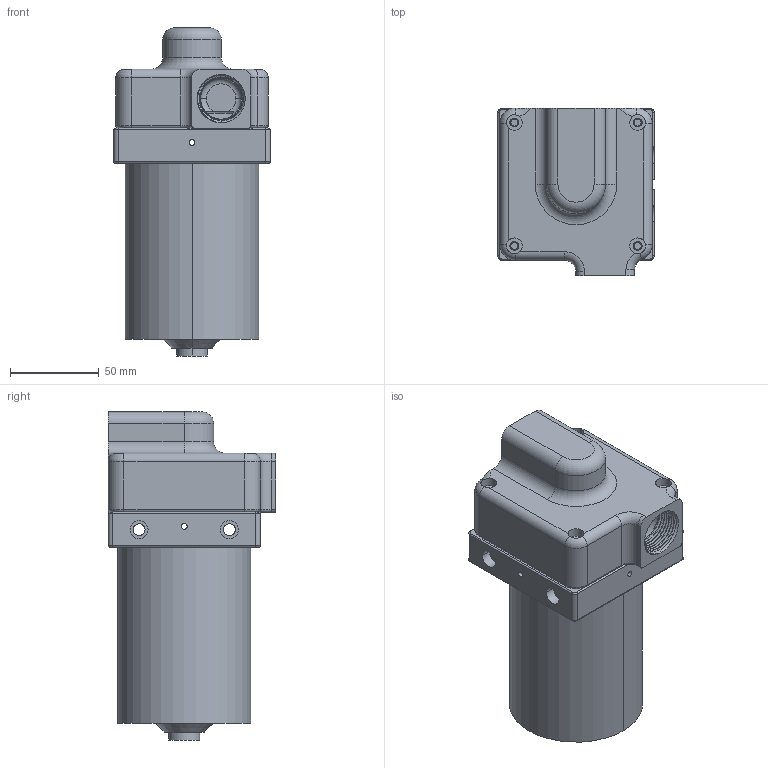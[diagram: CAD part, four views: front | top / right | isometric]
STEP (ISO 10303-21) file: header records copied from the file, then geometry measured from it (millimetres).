
FILE_DESCRIPTION (( 'STEP AP203' ), '1' );
FILE_NAME ('WP750_4Website_020521.STEP', '2021-02-06T01:03:29', ( '' ), ( '' ), 'SwSTEP 2.0', 'SolidWorks 2020', '' );
FILE_SCHEMA (( 'CONFIG_CONTROL_DESIGN' ));
Length unit declared in the file: inch
Products named in the file (4): HOUSING NPT; Sealplate_4Website_020521; WP750_4Website_020521; MOTOR ROUGH
Assembly tree (3 placements, depth 2):
  WP750_4Website_020521
    MOTOR ROUGH
    HOUSING NPT
    Sealplate_4Website_020521
Bounding box: 87.88 x 94.42 x 184.4 mm (x, y, z)
Volume: 635215 mm3; surface area: 119931.7 mm2
Topology: 3 solids, 3 shells, 289 faces, 743 edges, 472 vertices
Faces by surface type: cylinder 137, plane 59, cone 50, torus 29, bspline 14
Entity records: 21138 total; most frequent: CARTESIAN_POINT 13923, ORIENTED_EDGE 1486, DIRECTION 1384, EDGE_CURVE 743, AXIS2_PLACEMENT_3D 547, VERTEX_POINT 472, EDGE_LOOP 325, LINE 290
